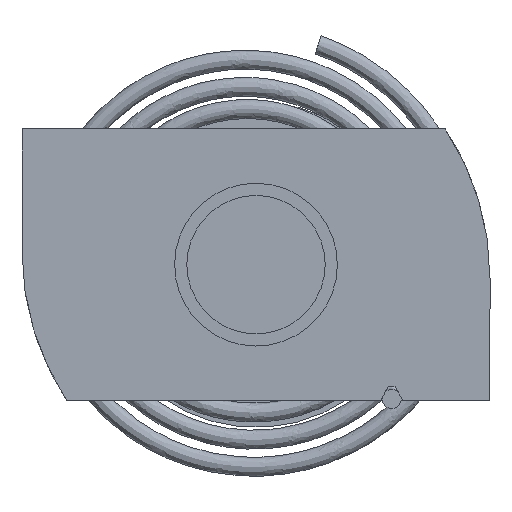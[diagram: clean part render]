
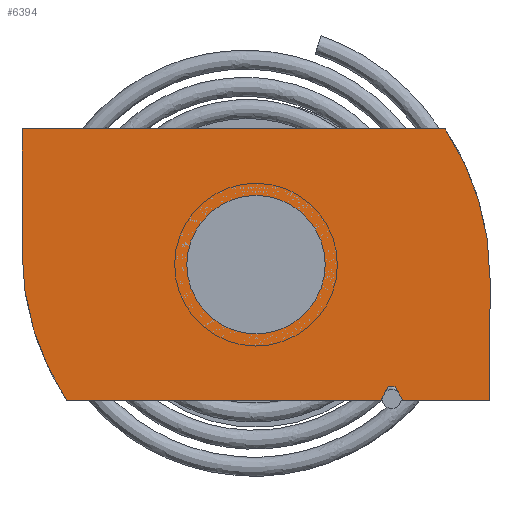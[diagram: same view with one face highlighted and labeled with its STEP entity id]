
A CAD part, front view. The second image highlights one B-rep face of the part: STEP entity #6394.
In plain terms, the highlighted planar face has unit normal (0, -1, 0).
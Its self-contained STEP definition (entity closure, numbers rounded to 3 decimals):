
#127 = EDGE_CURVE ( 'NONE', #4801, #2998, #5593, .T. ) ;
#167 = EDGE_CURVE ( 'NONE', #213, #4886, #5667, .T. ) ;
#213 = VERTEX_POINT ( 'NONE', #3452 ) ;
#256 = VERTEX_POINT ( 'NONE', #5381 ) ;
#340 = CARTESIAN_POINT ( 'NONE',  ( 2.75, 0., 1. ) ) ;
#357 = AXIS2_PLACEMENT_3D ( 'NONE', #2886, #6537, #3423 ) ;
#476 = CARTESIAN_POINT ( 'NONE',  ( 0., 0., -5.1 ) ) ;
#522 = VECTOR ( 'NONE', #5374, 1000. ) ;
#530 = VERTEX_POINT ( 'NONE', #6096 ) ;
#840 = DIRECTION ( 'NONE',  ( 0., 0., 1. ) ) ;
#844 = PLANE ( 'NONE',  #1961 ) ;
#936 = CARTESIAN_POINT ( 'NONE',  ( -13.953, 0., -10. ) ) ;
#1073 = ORIENTED_EDGE ( 'NONE', *, *, #4388, .F. ) ;
#1132 = VERTEX_POINT ( 'NONE', #4625 ) ;
#1318 = CARTESIAN_POINT ( 'NONE',  ( 9.75, 0., -9. ) ) ;
#1337 = DIRECTION ( 'NONE',  ( 0., 0., -1. ) ) ;
#1373 = VECTOR ( 'NONE', #5491, 1000. ) ;
#1385 = CARTESIAN_POINT ( 'NONE',  ( 0., 0., 0. ) ) ;
#1425 = CARTESIAN_POINT ( 'NONE',  ( 2.75, 0., 1. ) ) ;
#1426 = DIRECTION ( 'NONE',  ( -1., 0., 0. ) ) ;
#1494 = DIRECTION ( 'NONE',  ( 0., 0., -1. ) ) ;
#1606 = EDGE_LOOP ( 'NONE', ( #5849, #5938, #4183, #6027, #1073, #3543, #4001, #4834, #1893, #3005 ) ) ;
#1637 = VERTEX_POINT ( 'NONE', #2831 ) ;
#1753 = LINE ( 'NONE', #5388, #6539 ) ;
#1797 = DIRECTION ( 'NONE',  ( 0.5, 0., 0.866 ) ) ;
#1825 = CARTESIAN_POINT ( 'NONE',  ( 9.173, 0., -10. ) ) ;
#1864 = DIRECTION ( 'NONE',  ( 0., 0., 1. ) ) ;
#1886 = LINE ( 'NONE', #1318, #4141 ) ;
#1893 = ORIENTED_EDGE ( 'NONE', *, *, #6333, .T. ) ;
#1919 = CARTESIAN_POINT ( 'NONE',  ( -17.25, 0., 10. ) ) ;
#1928 = AXIS2_PLACEMENT_3D ( 'NONE', #1425, #3997, #1938 ) ;
#1938 = DIRECTION ( 'NONE',  ( 0., 0., -1. ) ) ;
#1961 = AXIS2_PLACEMENT_3D ( 'NONE', #340, #5907, #1337 ) ;
#1962 = EDGE_CURVE ( 'NONE', #5881, #1132, #4798, .T. ) ;
#2043 = EDGE_CURVE ( 'NONE', #256, #1637, #2304, .T. ) ;
#2088 = CARTESIAN_POINT ( 'NONE',  ( 17.25, 0., -10. ) ) ;
#2126 = CARTESIAN_POINT ( 'NONE',  ( -17.25, 0., 1. ) ) ;
#2304 = LINE ( 'NONE', #6032, #1373 ) ;
#2311 = CARTESIAN_POINT ( 'NONE',  ( -17.25, 0., 10. ) ) ;
#2376 = LINE ( 'NONE', #2380, #5636 ) ;
#2380 = CARTESIAN_POINT ( 'NONE',  ( 17.25, 0., -1. ) ) ;
#2623 = DIRECTION ( 'NONE',  ( 0., 1., 0. ) ) ;
#2831 = CARTESIAN_POINT ( 'NONE',  ( 10.25, 0., -9. ) ) ;
#2886 = CARTESIAN_POINT ( 'NONE',  ( -2.75, 0., -1. ) ) ;
#2998 = VERTEX_POINT ( 'NONE', #4707 ) ;
#3005 = ORIENTED_EDGE ( 'NONE', *, *, #2043, .T. ) ;
#3168 = VECTOR ( 'NONE', #5334, 1000. ) ;
#3423 = DIRECTION ( 'NONE',  ( 0., 0., -1. ) ) ;
#3452 = CARTESIAN_POINT ( 'NONE',  ( -13.953, 0., -10. ) ) ;
#3543 = ORIENTED_EDGE ( 'NONE', *, *, #5405, .F. ) ;
#3835 = ORIENTED_EDGE ( 'NONE', *, *, #4815, .T. ) ;
#3918 = EDGE_CURVE ( 'NONE', #4564, #213, #5982, .T. ) ;
#3937 = CARTESIAN_POINT ( 'NONE',  ( 13.953, 0., 10. ) ) ;
#3997 = DIRECTION ( 'NONE',  ( 0., 1., 0. ) ) ;
#4001 = ORIENTED_EDGE ( 'NONE', *, *, #167, .F. ) ;
#4043 = AXIS2_PLACEMENT_3D ( 'NONE', #1385, #4956, #1864 ) ;
#4073 = VERTEX_POINT ( 'NONE', #1919 ) ;
#4140 = VERTEX_POINT ( 'NONE', #476 ) ;
#4141 = VECTOR ( 'NONE', #1797, 1000. ) ;
#4183 = ORIENTED_EDGE ( 'NONE', *, *, #6603, .F. ) ;
#4388 = EDGE_CURVE ( 'NONE', #4073, #5881, #6265, .T. ) ;
#4478 = FACE_BOUND ( 'NONE', #4792, .T. ) ;
#4564 = VERTEX_POINT ( 'NONE', #1825 ) ;
#4625 = CARTESIAN_POINT ( 'NONE',  ( 17.25, 0., -1. ) ) ;
#4707 = CARTESIAN_POINT ( 'NONE',  ( 10.827, 0., -10. ) ) ;
#4792 = EDGE_LOOP ( 'NONE', ( #3835, #5949 ) ) ;
#4798 = CIRCLE ( 'NONE', #357, 20. ) ;
#4801 = VERTEX_POINT ( 'NONE', #2088 ) ;
#4815 = EDGE_CURVE ( 'NONE', #530, #4140, #6526, .T. ) ;
#4834 = ORIENTED_EDGE ( 'NONE', *, *, #3918, .F. ) ;
#4873 = FACE_OUTER_BOUND ( 'NONE', #1606, .T. ) ;
#4886 = VERTEX_POINT ( 'NONE', #2126 ) ;
#4956 = DIRECTION ( 'NONE',  ( 0., 1., 0. ) ) ;
#5185 = CIRCLE ( 'NONE', #4043, 5.1 ) ;
#5289 = VECTOR ( 'NONE', #840, 1000. ) ;
#5334 = DIRECTION ( 'NONE',  ( -1., 0., 0. ) ) ;
#5361 = EDGE_CURVE ( 'NONE', #1637, #2998, #1753, .T. ) ;
#5374 = DIRECTION ( 'NONE',  ( 1., 0., 0. ) ) ;
#5381 = CARTESIAN_POINT ( 'NONE',  ( 9.75, 0., -9. ) ) ;
#5388 = CARTESIAN_POINT ( 'NONE',  ( 10.827, 0., -10. ) ) ;
#5405 = EDGE_CURVE ( 'NONE', #4886, #4073, #6047, .T. ) ;
#5491 = DIRECTION ( 'NONE',  ( 1., 0., 0. ) ) ;
#5593 = LINE ( 'NONE', #5991, #3168 ) ;
#5636 = VECTOR ( 'NONE', #1494, 1000. ) ;
#5667 = CIRCLE ( 'NONE', #1928, 20. ) ;
#5725 = CARTESIAN_POINT ( 'NONE',  ( 0., 0., 0. ) ) ;
#5785 = VECTOR ( 'NONE', #1426, 1000. ) ;
#5795 = AXIS2_PLACEMENT_3D ( 'NONE', #5725, #2623, #6268 ) ;
#5849 = ORIENTED_EDGE ( 'NONE', *, *, #5361, .T. ) ;
#5881 = VERTEX_POINT ( 'NONE', #3937 ) ;
#5907 = DIRECTION ( 'NONE',  ( 0., -1., 0. ) ) ;
#5938 = ORIENTED_EDGE ( 'NONE', *, *, #127, .F. ) ;
#5949 = ORIENTED_EDGE ( 'NONE', *, *, #6563, .T. ) ;
#5982 = LINE ( 'NONE', #936, #5785 ) ;
#5991 = CARTESIAN_POINT ( 'NONE',  ( -13.953, 0., -10. ) ) ;
#6027 = ORIENTED_EDGE ( 'NONE', *, *, #1962, .F. ) ;
#6032 = CARTESIAN_POINT ( 'NONE',  ( 10.25, 0., -9. ) ) ;
#6047 = LINE ( 'NONE', #2311, #5289 ) ;
#6096 = CARTESIAN_POINT ( 'NONE',  ( 0., 0., 5.1 ) ) ;
#6265 = LINE ( 'NONE', #6444, #522 ) ;
#6268 = DIRECTION ( 'NONE',  ( 0., 0., 1. ) ) ;
#6333 = EDGE_CURVE ( 'NONE', #4564, #256, #1886, .T. ) ;
#6394 = ADVANCED_FACE ( 'NONE', ( #4873, #4478 ), #844, .T. ) ;
#6444 = CARTESIAN_POINT ( 'NONE',  ( -17.25, 0., 10. ) ) ;
#6455 = DIRECTION ( 'NONE',  ( 0.5, 0., -0.866 ) ) ;
#6526 = CIRCLE ( 'NONE', #5795, 5.1 ) ;
#6537 = DIRECTION ( 'NONE',  ( 0., 1., 0. ) ) ;
#6539 = VECTOR ( 'NONE', #6455, 1000. ) ;
#6563 = EDGE_CURVE ( 'NONE', #4140, #530, #5185, .T. ) ;
#6603 = EDGE_CURVE ( 'NONE', #1132, #4801, #2376, .T. ) ;
